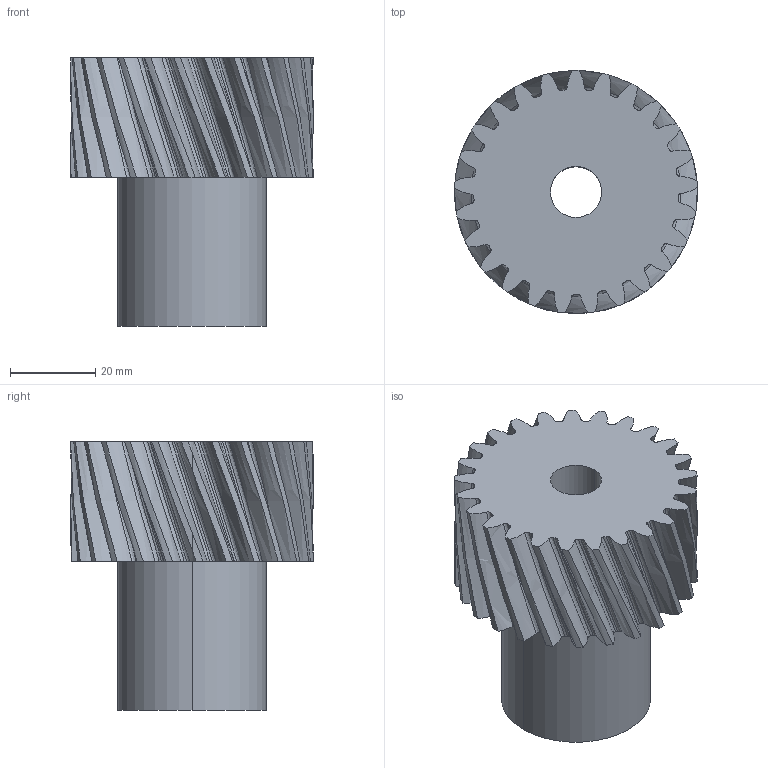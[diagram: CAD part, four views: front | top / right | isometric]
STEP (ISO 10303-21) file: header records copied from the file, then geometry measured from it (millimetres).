
FILE_DESCRIPTION (( 'STEP AP214' ), '1' );
FILE_NAME ('126-020-025.step', '2010-07-19T09:38:41', ( 'WMH Herion Antriebstechnik GmbH' ), ( 'WMH Herion Antriebstechnik GmbH' ), 'SwSTEP 2.0', 'SolidWorks 2010', '' );
FILE_SCHEMA (( 'AUTOMOTIVE_DESIGN' ));
Length unit declared in the file: millimetre
Products named in the file (1): 126-020-025
Bounding box: 57.04 x 57.05 x 63 mm (x, y, z)
Volume: 87712.8 mm3; surface area: 19571.6 mm2
Topology: 1 solids, 1 shells, 159 faces, 468 edges, 312 vertices
Faces by surface type: bspline 125, cylinder 31, plane 3
Entity records: 14699 total; most frequent: CARTESIAN_POINT 11523, ORIENTED_EDGE 936, EDGE_CURVE 468, DIRECTION 342, VERTEX_POINT 312, B_SPLINE_CURVE_WITH_KNOTS 200, AXIS2_PLACEMENT_3D 168, EDGE_LOOP 162
